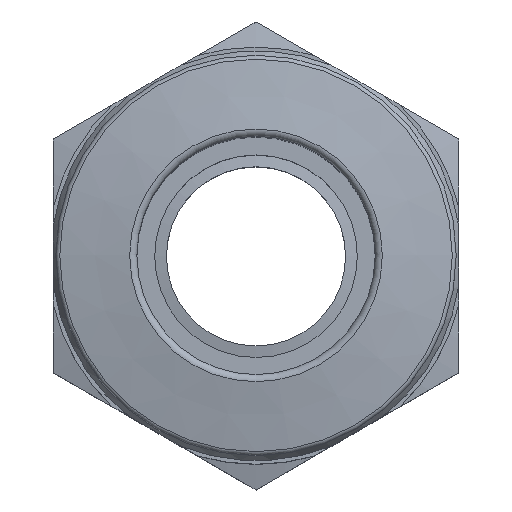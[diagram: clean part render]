
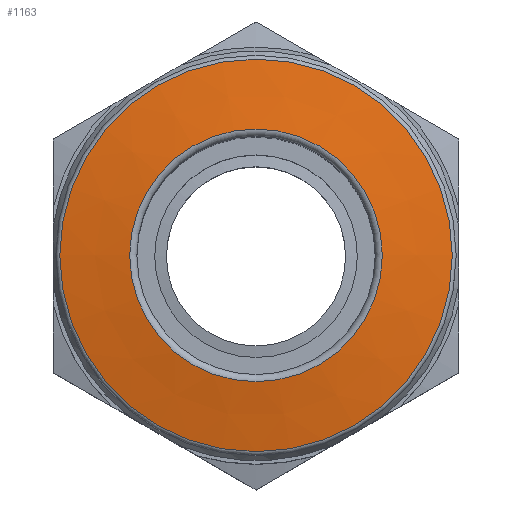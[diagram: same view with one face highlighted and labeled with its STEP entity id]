
A CAD part, top view. The second image highlights one B-rep face of the part: STEP entity #1163.
In plain terms, the highlighted conical face has half-angle 80 degrees and reference radius 5.3 mm.
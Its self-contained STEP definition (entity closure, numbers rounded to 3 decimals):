
#126=CONICAL_SURFACE('',#1225,5.3,1.396);
#149=ORIENTED_EDGE('',*,*,#365,.F.);
#150=ORIENTED_EDGE('',*,*,#366,.T.);
#365=EDGE_CURVE('',#473,#473,#551,.T.);
#366=EDGE_CURVE('',#474,#474,#552,.T.);
#473=VERTEX_POINT('',#1571);
#474=VERTEX_POINT('',#1573);
#551=CIRCLE('',#1226,8.235);
#552=CIRCLE('',#1227,5.3);
#599=EDGE_LOOP('',(#149));
#600=EDGE_LOOP('',(#150));
#679=FACE_BOUND('',#599,.T.);
#680=FACE_BOUND('',#600,.T.);
#1163=ADVANCED_FACE('',(#679,#680),#126,.T.);
#1225=AXIS2_PLACEMENT_3D('',#1569,#1333,#1334);
#1226=AXIS2_PLACEMENT_3D('',#1570,#1335,#1336);
#1227=AXIS2_PLACEMENT_3D('',#1572,#1337,#1338);
#1333=DIRECTION('',(0.,0.,-1.));
#1334=DIRECTION('',(-1.,0.,0.));
#1335=DIRECTION('',(0.,0.,-1.));
#1336=DIRECTION('',(-1.,0.,0.));
#1337=DIRECTION('',(0.,0.,-1.));
#1338=DIRECTION('',(-1.,0.,0.));
#1569=CARTESIAN_POINT('',(0.,0.,18.8));
#1570=CARTESIAN_POINT('',(0.,0.,18.283));
#1571=CARTESIAN_POINT('',(-8.235,0.,18.283));
#1572=CARTESIAN_POINT('',(0.,0.,18.8));
#1573=CARTESIAN_POINT('',(-5.3,0.,18.8));
